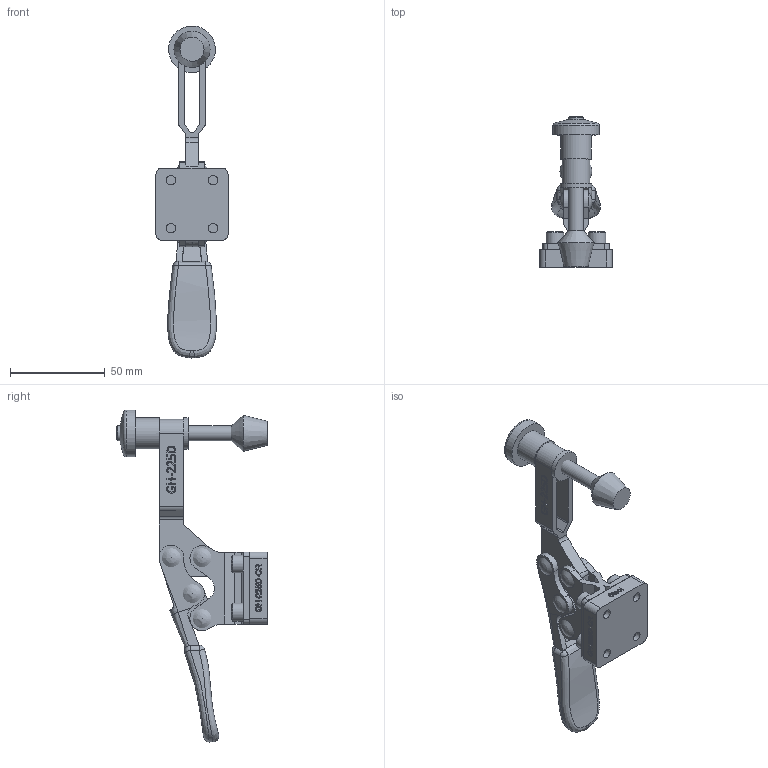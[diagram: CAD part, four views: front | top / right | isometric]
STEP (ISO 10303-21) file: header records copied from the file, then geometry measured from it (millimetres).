
FILE_DESCRIPTION(/* description */ (''),/* implementation_level */ '2;1');
FILE_NAME(/* name */ 'GH-225D-RKBS.stp',/* time_stamp */ '2023-02-07T08:31:53-05:00',/* author */ ('rwoods'),/* organization */ (''),/* preprocessor_version */ 'ST-DEVELOPER v19.2',/* originating_system */ 'Autodesk Inventor 2023',/* authorisation */ '');
FILE_SCHEMA (('AUTOMOTIVE_DESIGN { 1 0 10303 214 3 1 1 }'));
Products named in the file (16): GH-225D-RKBS; GH-225D; Part_3373; Part_3372; Part_3371; Part_3369; Part_3370; Part_4551; Part_5719; Part_145106; SHCS_UNC; GH-225D-CR; 5-16 RK; .312 x 5-16; 5-16 Plastic Knob; Flat-tip Bonded Cap 5-16 dia x 3.0lg
Assembly tree (18 placements, depth 3):
  GH-225D-RKBS
    GH-225D
      Part_3373
      Part_3372
      Part_3371
      Part_3369
      Part_3370
      Part_4551
      Part_5719
      Part_145106
    SHCS_UNC  x4
    GH-225D-CR
    5-16 RK
      .312 x 5-16
      5-16 Plastic Knob
      Flat-tip Bonded Cap 5-16 dia x 3.0lg
Bounding box: 38.1 x 79.41 x 175.3 mm (x, y, z)
Volume: 62339.1 mm3; surface area: 41240.9 mm2
Topology: 16 solids, 16 shells, 1281 faces, 3437 edges, 2264 vertices
Faces by surface type: plane 658, bspline 494, cylinder 104, cone 20, sphere 4, torus 1
Full cylindrical faces by diameter (mm): 4.978 x4, 6.3 x4, 6.35 x14, 6.401 x2, 7.938 x1, 9.398 x4, 9.652 x1, 16.332 x1, 16.662 x1, 24.663 x1
Entity records: 48944 total; most frequent: CARTESIAN_POINT 19232, ORIENTED_EDGE 6682, DIRECTION 4224, EDGE_CURVE 3341, VERTEX_POINT 2210, LINE 2070, VECTOR 2070, EDGE_LOOP 1390
